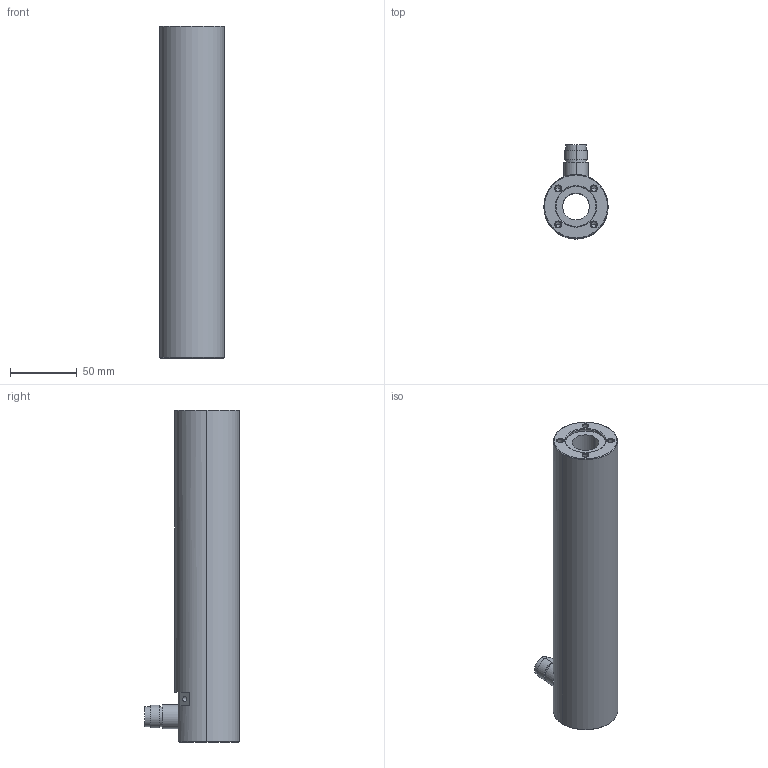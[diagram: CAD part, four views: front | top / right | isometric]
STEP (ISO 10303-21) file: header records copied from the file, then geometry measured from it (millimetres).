
FILE_DESCRIPTION (( 'STEP AP214' ), '1' );
FILE_NAME ('PS01-37-SSC-FC.STEP', '2010-07-26T12:53:00', ( '' ), ( '' ), 'SwSTEP 2.0', 'SolidWorks 2010', '' );
FILE_SCHEMA (( 'AUTOMOTIVE_DESIGN' ));
Length unit declared in the file: millimetre
Products named in the file (1): PS01-37-SSC-FC
Bounding box: 48 x 70.4 x 248 mm (x, y, z)
Volume: 370180.6 mm3; surface area: 59387.9 mm2
Topology: 1 solids, 1 shells, 101 faces, 224 edges, 124 vertices
Faces by surface type: cone 45, cylinder 38, plane 18
Entity records: 2721 total; most frequent: DIRECTION 513, CARTESIAN_POINT 436, ORIENTED_EDGE 408, AXIS2_PLACEMENT_3D 209, EDGE_CURVE 204, VERTEX_POINT 124, EDGE_LOOP 122, CIRCLE 107
